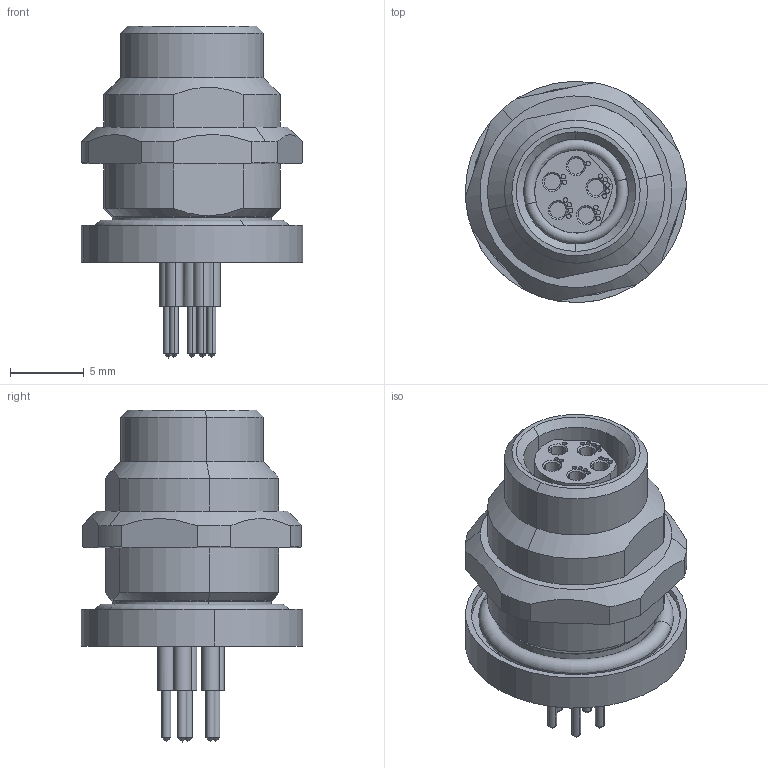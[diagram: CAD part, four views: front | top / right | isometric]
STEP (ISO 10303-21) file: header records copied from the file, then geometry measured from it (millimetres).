
FILE_DESCRIPTION(('CATIA V5 STEP Exchange','CAx-IF Rec.Pracs.--- Model Styling and Organization---1.4--- 2014-01-23'),'2;1');
FILE_NAME ('D1461760_1_2421630000_2421630000.stp','2021-01-05T08:28:45+00:00',('none'),('Weidmueller'),'CATIA Version 5-6 Release 2016 SP3 HF44','CATIA V5 STEP AP214','none');
FILE_SCHEMA(('AUTOMOTIVE_DESIGN { 1 0 10303 214 1 1 1 1 }'));
Length unit declared in the file: millimetre
Products named in the file (1): 2421630000
Bounding box: 14.99 x 14.99 x 22.5 mm (x, y, z)
Volume: 1546.5 mm3; surface area: 2071.7 mm2
Topology: 8 solids, 10 shells, 302 faces, 735 edges, 477 vertices
Faces by surface type: cylinder 142, plane 96, cone 36, torus 28
Entity records: 9980 total; most frequent: CARTESIAN_POINT 3361, ORIENTED_EDGE 1450, DIRECTION 1089, EDGE_CURVE 725, AXIS2_PLACEMENT_3D 528, VERTEX_POINT 477, EDGE_LOOP 344, ADVANCED_FACE 302
